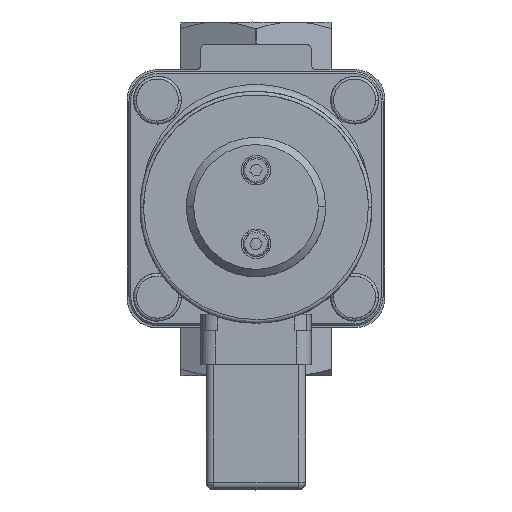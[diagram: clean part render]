
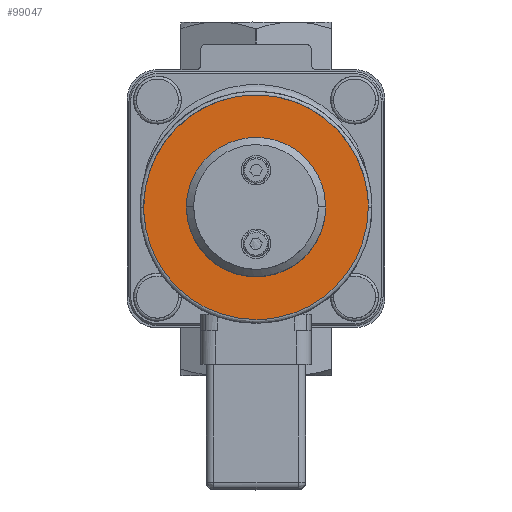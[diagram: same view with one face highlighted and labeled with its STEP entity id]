
A CAD part, top view. The second image highlights one B-rep face of the part: STEP entity #99047.
In plain terms, the highlighted free-form (B-spline) face has degree [1, 1] with [2, 2] control points.
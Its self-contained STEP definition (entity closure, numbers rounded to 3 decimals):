
#99004 = CARTESIAN_POINT ('', (0., -33., 130.9));
#99005 = VERTEX_POINT ('', #99004);
#99006 = CARTESIAN_POINT ('', (30.5, -2.5, 130.9));
#99007 = VERTEX_POINT ('', #99006);
#99008 = CARTESIAN_POINT ('', (0., -33., 130.9));
#99009 = CARTESIAN_POINT ('', (-30.5, -33., 130.9));
#99010 = CARTESIAN_POINT ('', (-30.5, -2.5, 130.9));
#99011 = CARTESIAN_POINT ('', (-30.5, 28., 130.9));
#99012 = CARTESIAN_POINT ('', (0., 28., 130.9));
#99013 = CARTESIAN_POINT ('', (30.5, 28., 130.9));
#99014 = CARTESIAN_POINT ('', (30.5, -2.5, 130.9));
#99015 = (
   BOUNDED_CURVE ()
   B_SPLINE_CURVE (2, (#99008, #99009, #99010, #99011, #99012, #99013, #99014), .UNSPECIFIED., .F., .U.)
   B_SPLINE_CURVE_WITH_KNOTS ((3, 2, 2, 3), (0., 90., 180., 270.), .UNSPECIFIED.)
   CURVE ()
   GEOMETRIC_REPRESENTATION_ITEM ()
   RATIONAL_B_SPLINE_CURVE ((1., 0.707, 1., 0.707, 1., 0.707, 1.))
   REPRESENTATION_ITEM ('')
);
#99016 = EDGE_CURVE ('', #99005, #99007, #99015, .T.);
#99017 = ORIENTED_EDGE ('', *, *, #99016, .F.);
#99018 = CARTESIAN_POINT ('', (30.5, -2.5, 130.9));
#99019 = CARTESIAN_POINT ('', (30.5, -33., 130.9));
#99020 = CARTESIAN_POINT ('', (0., -33., 130.9));
#99021 = (
   BOUNDED_CURVE ()
   B_SPLINE_CURVE (2, (#99018, #99019, #99020), .UNSPECIFIED., .F., .U.)
   B_SPLINE_CURVE_WITH_KNOTS ((3, 3), (270., 360.), .UNSPECIFIED.)
   CURVE ()
   GEOMETRIC_REPRESENTATION_ITEM ()
   RATIONAL_B_SPLINE_CURVE ((1., 0.707, 1.))
   REPRESENTATION_ITEM ('')
);
#99022 = EDGE_CURVE ('', #99007, #99005, #99021, .T.);
#99023 = ORIENTED_EDGE ('', *, *, #99022, .F.);
#99024 = EDGE_LOOP ('', (#99017, #99023));
#99025 = FACE_OUTER_BOUND ('', #99024, .T.);
#99026 = CARTESIAN_POINT ('', (18.9, -2.5, 130.9));
#99027 = VERTEX_POINT ('', #99026);
#99028 = CARTESIAN_POINT ('', (18.9, -2.5, 130.9));
#99029 = CARTESIAN_POINT ('', (18.9, 16.4, 130.9));
#99030 = CARTESIAN_POINT ('', (0., 16.4, 130.9));
#99031 = CARTESIAN_POINT ('', (-18.9, 16.4, 130.9));
#99032 = CARTESIAN_POINT ('', (-18.9, -2.5, 130.9));
#99033 = CARTESIAN_POINT ('', (-18.9, -21.4, 130.9));
#99034 = CARTESIAN_POINT ('', (0., -21.4, 130.9));
#99035 = CARTESIAN_POINT ('', (18.9, -21.4, 130.9));
#99036 = CARTESIAN_POINT ('', (18.9, -2.5, 130.9));
#99037 = (
   BOUNDED_CURVE ()
   B_SPLINE_CURVE (2, (#99028, #99029, #99030, #99031, #99032, #99033, #99034, #99035, #99036), .UNSPECIFIED., .T., .U.)
   B_SPLINE_CURVE_WITH_KNOTS ((3, 2, 2, 2, 3), (0., 90., 180., 270., 360.), .UNSPECIFIED.)
   CURVE ()
   GEOMETRIC_REPRESENTATION_ITEM ()
   RATIONAL_B_SPLINE_CURVE ((1., 0.707, 1., 0.707, 1., 0.707, 1., 0.707, 1.))
   REPRESENTATION_ITEM ('')
);
#99038 = EDGE_CURVE ('', #99027, #99027, #99037, .T.);
#99039 = ORIENTED_EDGE ('', *, *, #99038, .F.);
#99040 = EDGE_LOOP ('', (#99039));
#99041 = FACE_BOUND ('', #99040, .T.);
#99042 = CARTESIAN_POINT ('', (30.5, 28., 130.9));
#99043 = CARTESIAN_POINT ('', (30.5, -33., 130.9));
#99044 = CARTESIAN_POINT ('', (-30.5, 28., 130.9));
#99045 = CARTESIAN_POINT ('', (-30.5, -33., 130.9));
#99046 = B_SPLINE_SURFACE_WITH_KNOTS ('', 1, 1, ((#99042, #99043), (#99044, #99045)), .UNSPECIFIED., .F., .F., .U., (2, 2), (2, 2), (-30.5, 30.5), (-52.75, 8.25), .UNSPECIFIED.);
#99047 = ADVANCED_FACE ('', (#99025, #99041), #99046, .T.);
